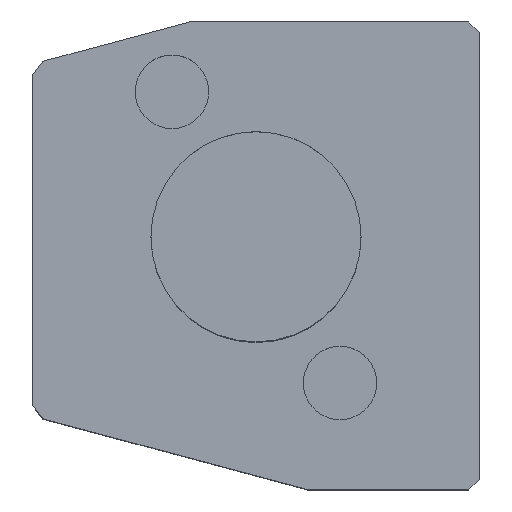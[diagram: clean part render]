
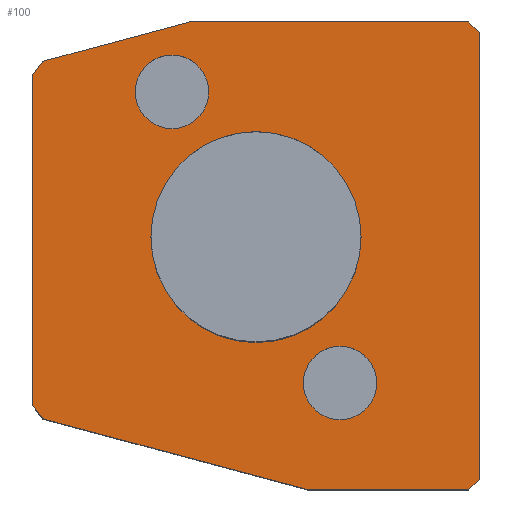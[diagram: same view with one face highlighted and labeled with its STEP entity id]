
A CAD part, top view. The second image highlights one B-rep face of the part: STEP entity #100.
In plain terms, the highlighted planar face has unit normal (0, 0, 1).
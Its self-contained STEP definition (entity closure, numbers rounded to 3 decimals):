
#43=FACE_BOUND('',#231,.T.);
#44=FACE_BOUND('',#232,.T.);
#45=FACE_BOUND('',#233,.T.);
#46=FACE_BOUND('',#234,.T.);
#61=CIRCLE('',#919,7.);
#63=CIRCLE('',#923,7.);
#65=CIRCLE('',#927,20.);
#100=ADVANCED_FACE('',(#43,#44,#45,#46),#140,.F.);
#140=PLANE('',#929);
#231=EDGE_LOOP('',(#397));
#232=EDGE_LOOP('',(#398));
#233=EDGE_LOOP('',(#399));
#234=EDGE_LOOP('',(#400,#401,#402,#403,#404,#405,#406,#407,#408,#409));
#397=ORIENTED_EDGE('',*,*,#632,.F.);
#398=ORIENTED_EDGE('',*,*,#634,.F.);
#399=ORIENTED_EDGE('',*,*,#636,.T.);
#400=ORIENTED_EDGE('',*,*,#585,.F.);
#401=ORIENTED_EDGE('',*,*,#637,.F.);
#402=ORIENTED_EDGE('',*,*,#638,.F.);
#403=ORIENTED_EDGE('',*,*,#591,.F.);
#404=ORIENTED_EDGE('',*,*,#639,.F.);
#405=ORIENTED_EDGE('',*,*,#640,.F.);
#406=ORIENTED_EDGE('',*,*,#641,.F.);
#407=ORIENTED_EDGE('',*,*,#642,.F.);
#408=ORIENTED_EDGE('',*,*,#643,.F.);
#409=ORIENTED_EDGE('',*,*,#644,.F.);
#504=VERTEX_POINT('',#1256);
#505=VERTEX_POINT('',#1257);
#507=VERTEX_POINT('',#1265);
#508=VERTEX_POINT('',#1267);
#532=VERTEX_POINT('',#1354);
#534=VERTEX_POINT('',#1360);
#536=VERTEX_POINT('',#1366);
#537=VERTEX_POINT('',#1369);
#538=VERTEX_POINT('',#1372);
#539=VERTEX_POINT('',#1374);
#540=VERTEX_POINT('',#1376);
#541=VERTEX_POINT('',#1378);
#542=VERTEX_POINT('',#1380);
#585=EDGE_CURVE('',#504,#505,#696,.T.);
#591=EDGE_CURVE('',#507,#508,#702,.T.);
#632=EDGE_CURVE('',#532,#532,#61,.T.);
#634=EDGE_CURVE('',#534,#534,#63,.T.);
#636=EDGE_CURVE('',#536,#536,#65,.T.);
#637=EDGE_CURVE('',#537,#504,#734,.T.);
#638=EDGE_CURVE('',#508,#537,#735,.T.);
#639=EDGE_CURVE('',#538,#507,#736,.T.);
#640=EDGE_CURVE('',#539,#538,#737,.T.);
#641=EDGE_CURVE('',#540,#539,#738,.T.);
#642=EDGE_CURVE('',#541,#540,#739,.T.);
#643=EDGE_CURVE('',#542,#541,#740,.T.);
#644=EDGE_CURVE('',#505,#542,#741,.T.);
#696=LINE('',#1255,#793);
#702=LINE('',#1266,#799);
#734=LINE('',#1368,#831);
#735=LINE('',#1370,#832);
#736=LINE('',#1371,#833);
#737=LINE('',#1373,#834);
#738=LINE('',#1375,#835);
#739=LINE('',#1377,#836);
#740=LINE('',#1379,#837);
#741=LINE('',#1381,#838);
#793=VECTOR('',#1002,1.);
#799=VECTOR('',#1010,1.);
#831=VECTOR('',#1124,1.);
#832=VECTOR('',#1125,1.);
#833=VECTOR('',#1126,1.);
#834=VECTOR('',#1127,1.);
#835=VECTOR('',#1128,1.);
#836=VECTOR('',#1129,1.);
#837=VECTOR('',#1130,1.);
#838=VECTOR('',#1131,1.);
#919=AXIS2_PLACEMENT_3D('',#1353,#1104,#1105);
#923=AXIS2_PLACEMENT_3D('',#1359,#1112,#1113);
#927=AXIS2_PLACEMENT_3D('',#1365,#1120,#1121);
#929=AXIS2_PLACEMENT_3D('',#1382,#1132,#1133);
#1002=DIRECTION('',(1.,0.,0.));
#1010=DIRECTION('',(0.,1.,0.));
#1104=DIRECTION('',(0.,0.,1.));
#1105=DIRECTION('',(1.,0.,0.));
#1112=DIRECTION('',(0.,0.,1.));
#1113=DIRECTION('',(1.,0.,0.));
#1120=DIRECTION('',(0.,0.,-1.));
#1121=DIRECTION('',(0.,-1.,0.));
#1124=DIRECTION('',(0.966,0.259,0.));
#1125=DIRECTION('',(0.609,0.793,0.));
#1126=DIRECTION('',(-0.609,0.793,0.));
#1127=DIRECTION('',(-0.966,0.259,0.));
#1128=DIRECTION('',(-1.,0.,0.));
#1129=DIRECTION('',(-0.707,-0.707,0.));
#1130=DIRECTION('',(0.,-1.,0.));
#1131=DIRECTION('',(0.707,-0.707,0.));
#1132=DIRECTION('',(0.,0.,-1.));
#1133=DIRECTION('',(1.,0.,0.));
#1255=CARTESIAN_POINT('',(-12.644,41.,0.));
#1256=CARTESIAN_POINT('',(-12.644,41.,0.));
#1257=CARTESIAN_POINT('',(40.5,41.,0.));
#1265=CARTESIAN_POINT('',(-42.5,-32.,0.));
#1266=CARTESIAN_POINT('',(-42.5,-32.,0.));
#1267=CARTESIAN_POINT('',(-42.5,31.,0.));
#1353=CARTESIAN_POINT('',(16.,-27.713,0.));
#1354=CARTESIAN_POINT('',(23.,-27.713,0.));
#1359=CARTESIAN_POINT('',(-16.,27.713,0.));
#1360=CARTESIAN_POINT('',(-9.,27.713,0.));
#1365=CARTESIAN_POINT('',(0.,0.,0.));
#1366=CARTESIAN_POINT('',(0.,-20.,0.));
#1368=CARTESIAN_POINT('',(-12.644,41.,0.));
#1369=CARTESIAN_POINT('',(-40.568,33.518,0.));
#1370=CARTESIAN_POINT('',(-42.5,31.,0.));
#1371=CARTESIAN_POINT('',(-40.568,-34.518,0.));
#1372=CARTESIAN_POINT('',(-40.568,-34.518,0.));
#1373=CARTESIAN_POINT('',(9.749,-48.,0.));
#1374=CARTESIAN_POINT('',(9.749,-48.,0.));
#1375=CARTESIAN_POINT('',(40.5,-48.,0.));
#1376=CARTESIAN_POINT('',(40.5,-48.,0.));
#1377=CARTESIAN_POINT('',(42.5,-46.,0.));
#1378=CARTESIAN_POINT('',(42.5,-46.,0.));
#1379=CARTESIAN_POINT('',(42.5,39.,0.));
#1380=CARTESIAN_POINT('',(42.5,39.,0.));
#1381=CARTESIAN_POINT('',(40.5,41.,0.));
#1382=CARTESIAN_POINT('',(42.5,41.,0.));
